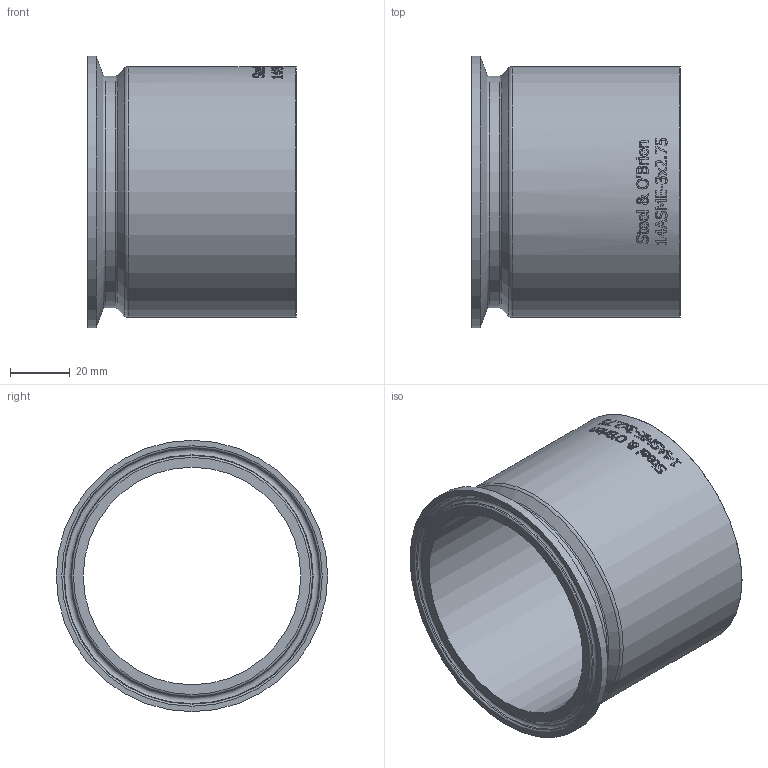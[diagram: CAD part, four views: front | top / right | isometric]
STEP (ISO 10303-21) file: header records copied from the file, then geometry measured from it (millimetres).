
FILE_DESCRIPTION(/* description */ (''),/* implementation_level */ '2;1');
FILE_NAME(/* name */ '14ASME-3X2.75.stp',/* time_stamp */ '2021-09-22T15:57:20-04:00',/* author */ ('rick'),/* organization */ (''),/* preprocessor_version */ 'ST-DEVELOPER v18',/* originating_system */ 'Autodesk Inventor 2020',/* authorisation */ '');
FILE_SCHEMA (('AUTOMOTIVE_DESIGN { 1 0 10303 214 3 1 1 }'));
Length unit declared in the file: inch
Products named in the file (1): 14ASME-3X2.75
Bounding box: 69.85 x 90.91 x 90.91 mm (x, y, z)
Volume: 93056 mm3; surface area: 40023.8 mm2
Topology: 1 solids, 1 shells, 427 faces, 1179 edges, 792 vertices
Faces by surface type: plane 195, bspline 179, cylinder 41, torus 8, cone 4
Full cylindrical faces by diameter (mm): 72.898 x1, 77.47 x1, 84.074 x1, 90.907 x1
Entity records: 17493 total; most frequent: CARTESIAN_POINT 7433, ORIENTED_EDGE 2358, DIRECTION 1611, EDGE_CURVE 1179, VERTEX_POINT 792, AXIS2_PLACEMENT_3D 541, LINE 529, VECTOR 529
